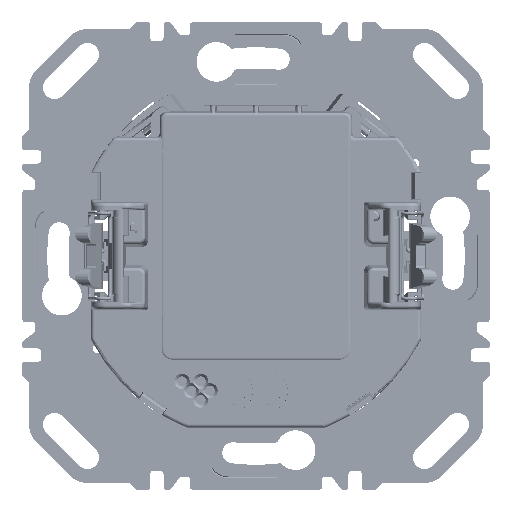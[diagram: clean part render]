
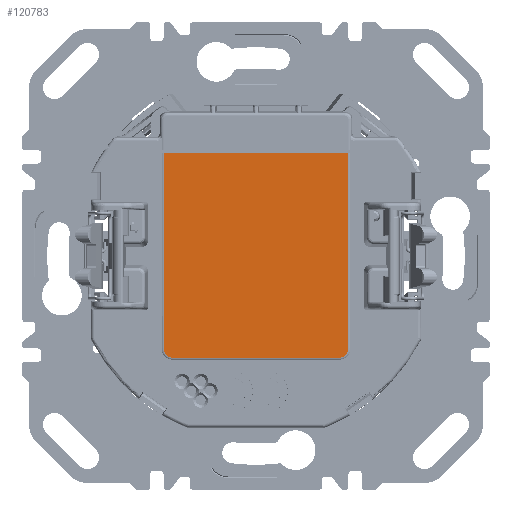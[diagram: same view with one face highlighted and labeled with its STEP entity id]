
A CAD part, front view. The second image highlights one B-rep face of the part: STEP entity #120783.
In plain terms, the highlighted face is planar.
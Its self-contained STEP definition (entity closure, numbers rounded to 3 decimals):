
#106929=DIRECTION('',(-1.,0.,0.));
#106930=VECTOR('',#106929,27.992);
#106931=CARTESIAN_POINT('',(13.996,-15.548,-1.4));
#106932=LINE('122098',#106931,#106930);
#106933=DIRECTION('',(0.,-1.,0.));
#106934=VECTOR('',#106933,29.548);
#106935=CARTESIAN_POINT('',(13.996,14.,-1.4));
#106936=LINE('122105',#106935,#106934);
#106937=CARTESIAN_POINT('',(12.6,14.,-1.4));
#106938=DIRECTION('',(0.,0.,-1.));
#106939=DIRECTION('',(0.,1.,0.));
#106940=AXIS2_PLACEMENT_3D('',#106937,#106938,#106939);
#106942=DIRECTION('',(1.,0.,0.));
#106943=VECTOR('',#106942,25.2);
#106944=CARTESIAN_POINT('',(-12.6,15.396,-1.4));
#106945=LINE('121540',#106944,#106943);
#106946=CARTESIAN_POINT('',(-12.6,14.,-1.4));
#106947=DIRECTION('',(0.,0.,-1.));
#106948=DIRECTION('',(-1.,0.,0.));
#106949=AXIS2_PLACEMENT_3D('',#106946,#106947,#106948);
#106951=DIRECTION('',(0.,1.,0.));
#106952=VECTOR('',#106951,29.548);
#106953=CARTESIAN_POINT('',(-13.996,-15.548,-1.4));
#106954=LINE('122104',#106953,#106952);
#118279=CARTESIAN_POINT('',(-13.996,14.,-1.4));
#118280=CARTESIAN_POINT('',(-12.6,15.396,-1.4));
#118281=VERTEX_POINT('',#118279);
#118282=VERTEX_POINT('',#118280);
#118283=CARTESIAN_POINT('',(12.6,15.396,-1.4));
#118284=VERTEX_POINT('',#118283);
#118285=CARTESIAN_POINT('',(13.996,14.,-1.4));
#118286=VERTEX_POINT('',#118285);
#118291=CARTESIAN_POINT('',(13.996,-15.548,-1.4));
#118292=CARTESIAN_POINT('',(-13.996,-15.548,-1.4));
#118293=VERTEX_POINT('',#118291);
#118294=VERTEX_POINT('',#118292);
#120765=CARTESIAN_POINT('',(14.6,-21.8,-1.4));
#120766=DIRECTION('',(0.,0.,-1.));
#120767=DIRECTION('',(-1.,0.,0.));
#120768=AXIS2_PLACEMENT_3D('',#120765,#120766,#120767);
#120769=PLANE('119251',#120768);
#120771=ORIENTED_EDGE('122098',*,*,#120770,.F.);
#120773=ORIENTED_EDGE('122105',*,*,#120772,.F.);
#120775=ORIENTED_EDGE('121541',*,*,#120774,.F.);
#120777=ORIENTED_EDGE('121540',*,*,#120776,.F.);
#120779=ORIENTED_EDGE('121539',*,*,#120778,.F.);
#120780=ORIENTED_EDGE('122104',*,*,#120725,.F.);
#120781=EDGE_LOOP('119251',(#120771,#120773,#120775,#120777,#120779,#120780));
#120782=FACE_OUTER_BOUND('119251',#120781,.F.);
#120783=ADVANCED_FACE('119251',(#120782),#120769,.T.);
#106941=CIRCLE('121541',#106940,1.396);
#106950=CIRCLE('121539',#106949,1.396);
#120725=EDGE_CURVE('122104',#118294,#118281,#106954,.T.);
#120770=EDGE_CURVE('122098',#118293,#118294,#106932,.T.);
#120772=EDGE_CURVE('122105',#118286,#118293,#106936,.T.);
#120774=EDGE_CURVE('121541',#118284,#118286,#106941,.T.);
#120776=EDGE_CURVE('121540',#118282,#118284,#106945,.T.);
#120778=EDGE_CURVE('121539',#118281,#118282,#106950,.T.);
